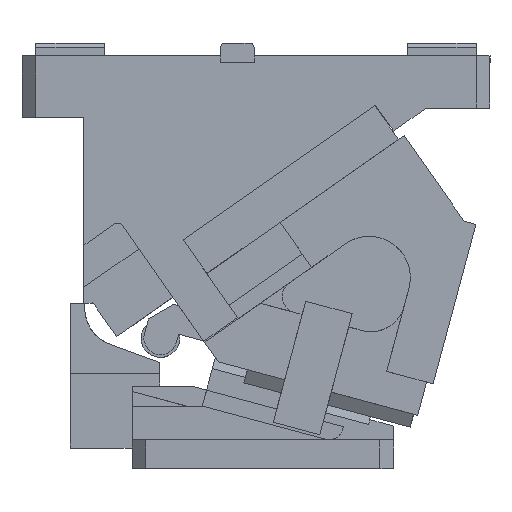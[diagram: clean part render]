
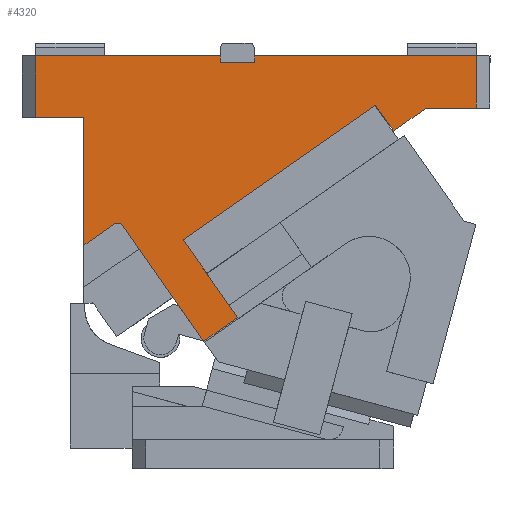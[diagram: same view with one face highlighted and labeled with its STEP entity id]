
A CAD part, front view. The second image highlights one B-rep face of the part: STEP entity #4320.
In plain terms, the highlighted planar face has unit normal (0, -1, 0).
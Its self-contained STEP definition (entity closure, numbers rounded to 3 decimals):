
#3635=CARTESIAN_POINT('Vertex',(-70.,-100.,300.)) ;
#3640=CARTESIAN_POINT('Line Origine',(-3.027,-100.,300.)) ;
#3644=CARTESIAN_POINT('Vertex',(63.947,-100.,300.)) ;
#3963=CARTESIAN_POINT('Line Origine',(-52.5,-100.,255.)) ;
#3967=CARTESIAN_POINT('Vertex',(-35.,-100.,255.)) ;
#3969=CARTESIAN_POINT('Vertex',(-70.,-100.,255.)) ;
#4178=CARTESIAN_POINT('Axis2P3D Location',(33.779,-100.,174.292)) ;
#4183=CARTESIAN_POINT('Line Origine',(106.885,-100.,215.232)) ;
#4187=CARTESIAN_POINT('Vertex',(176.717,-100.,264.129)) ;
#4189=CARTESIAN_POINT('Vertex',(37.052,-100.,166.334)) ;
#4192=CARTESIAN_POINT('Line Origine',(183.313,-100.,254.709)) ;
#4196=CARTESIAN_POINT('Vertex',(189.91,-100.,245.288)) ;
#4199=CARTESIAN_POINT('Line Origine',(201.843,-100.,253.644)) ;
#4203=CARTESIAN_POINT('Vertex',(213.776,-100.,262.)) ;
#4206=CARTESIAN_POINT('Line Origine',(231.888,-100.,262.)) ;
#4210=CARTESIAN_POINT('Vertex',(250.,-100.,262.)) ;
#4213=CARTESIAN_POINT('Line Origine',(250.,-100.,281.)) ;
#4217=CARTESIAN_POINT('Vertex',(250.,-100.,300.)) ;
#4220=CARTESIAN_POINT('Line Origine',(169.473,-100.,300.)) ;
#4224=CARTESIAN_POINT('Vertex',(88.947,-100.,300.)) ;
#4227=CARTESIAN_POINT('Line Origine',(88.947,-100.,297.5)) ;
#4231=CARTESIAN_POINT('Vertex',(88.947,-100.,295.)) ;
#4234=CARTESIAN_POINT('Line Origine',(76.447,-100.,295.)) ;
#4238=CARTESIAN_POINT('Vertex',(63.947,-100.,295.)) ;
#4241=CARTESIAN_POINT('Line Origine',(63.947,-100.,297.5)) ;
#4246=CARTESIAN_POINT('Line Origine',(-70.,-100.,277.5)) ;
#4251=CARTESIAN_POINT('Line Origine',(-35.,-100.,208.636)) ;
#4255=CARTESIAN_POINT('Vertex',(-35.,-100.,162.272)) ;
#4258=CARTESIAN_POINT('Line Origine',(-24.207,-100.,169.83)) ;
#4262=CARTESIAN_POINT('Vertex',(-13.414,-100.,177.387)) ;
#4266=CARTESIAN_POINT('Control Point',(-13.414,-100.,177.387)) ;
#4267=CARTESIAN_POINT('Control Point',(-12.966,-100.,177.701)) ;
#4268=CARTESIAN_POINT('Control Point',(-12.474,-100.,177.954)) ;
#4269=CARTESIAN_POINT('Control Point',(-11.951,-100.,178.137)) ;
#4270=CARTESIAN_POINT('Control Point',(-10.867,-100.,178.356)) ;
#4271=CARTESIAN_POINT('Control Point',(-9.764,-100.,178.275)) ;
#4272=CARTESIAN_POINT('Control Point',(-9.222,-100.,178.159)) ;
#4273=CARTESIAN_POINT('Control Point',(-8.251,-100.,177.807)) ;
#4274=CARTESIAN_POINT('Control Point',(-7.402,-100.,177.222)) ;
#4275=CARTESIAN_POINT('Control Point',(-7.042,-100.,176.905)) ;
#4276=CARTESIAN_POINT('Control Point',(-6.723,-100.,176.548)) ;
#4277=CARTESIAN_POINT('Control Point',(-6.451,-100.,176.159)) ;
#4278=CARTESIAN_POINT('Vertex',(-6.451,-100.,176.159)) ;
#4281=CARTESIAN_POINT('Line Origine',(22.802,-100.,134.382)) ;
#4285=CARTESIAN_POINT('Vertex',(52.054,-100.,92.605)) ;
#4288=CARTESIAN_POINT('Line Origine',(64.341,-100.,101.209)) ;
#4292=CARTESIAN_POINT('Vertex',(76.629,-100.,109.813)) ;
#4295=CARTESIAN_POINT('Line Origine',(56.84,-100.,138.073)) ;
#3641=DIRECTION('Vector Direction',(1.,0.,0.)) ;
#3964=DIRECTION('Vector Direction',(1.,0.,0.)) ;
#4179=DIRECTION('Axis2P3D Direction',(0.,-1.,-0.)) ;
#4180=DIRECTION('Axis2P3D XDirection',(-0.996,0.,-0.087)) ;
#4184=DIRECTION('Vector Direction',(-0.819,0.,-0.574)) ;
#4193=DIRECTION('Vector Direction',(0.574,0.,-0.819)) ;
#4200=DIRECTION('Vector Direction',(0.819,0.,0.574)) ;
#4207=DIRECTION('Vector Direction',(1.,0.,0.)) ;
#4214=DIRECTION('Vector Direction',(0.,0.,1.)) ;
#4221=DIRECTION('Vector Direction',(1.,0.,0.)) ;
#4228=DIRECTION('Vector Direction',(0.,0.,-1.)) ;
#4235=DIRECTION('Vector Direction',(1.,0.,0.)) ;
#4242=DIRECTION('Vector Direction',(0.,0.,-1.)) ;
#4247=DIRECTION('Vector Direction',(0.,0.,1.)) ;
#4252=DIRECTION('Vector Direction',(0.,0.,1.)) ;
#4259=DIRECTION('Vector Direction',(-0.819,0.,-0.574)) ;
#4282=DIRECTION('Vector Direction',(0.574,0.,-0.819)) ;
#4289=DIRECTION('Vector Direction',(-0.819,0.,-0.574)) ;
#4296=DIRECTION('Vector Direction',(-0.574,0.,0.819)) ;
#4181=AXIS2_PLACEMENT_3D('Plane Axis2P3D',#4178,#4179,#4180) ;
#4301=ORIENTED_EDGE('',*,*,#4191,.F.) ;
#4302=ORIENTED_EDGE('',*,*,#4198,.T.) ;
#4303=ORIENTED_EDGE('',*,*,#4205,.T.) ;
#4304=ORIENTED_EDGE('',*,*,#4212,.T.) ;
#4305=ORIENTED_EDGE('',*,*,#4219,.T.) ;
#4306=ORIENTED_EDGE('',*,*,#4226,.F.) ;
#4307=ORIENTED_EDGE('',*,*,#4233,.T.) ;
#4308=ORIENTED_EDGE('',*,*,#4240,.F.) ;
#4309=ORIENTED_EDGE('',*,*,#4245,.F.) ;
#4310=ORIENTED_EDGE('',*,*,#3646,.F.) ;
#4311=ORIENTED_EDGE('',*,*,#4250,.F.) ;
#4312=ORIENTED_EDGE('',*,*,#3971,.F.) ;
#4313=ORIENTED_EDGE('',*,*,#4257,.F.) ;
#4314=ORIENTED_EDGE('',*,*,#4264,.T.) ;
#4315=ORIENTED_EDGE('',*,*,#4280,.T.) ;
#4316=ORIENTED_EDGE('',*,*,#4287,.T.) ;
#4317=ORIENTED_EDGE('',*,*,#4294,.F.) ;
#4318=ORIENTED_EDGE('',*,*,#4299,.T.) ;
#3642=VECTOR('Line Direction',#3641,1.) ;
#3965=VECTOR('Line Direction',#3964,1.) ;
#4185=VECTOR('Line Direction',#4184,1.) ;
#4194=VECTOR('Line Direction',#4193,1.) ;
#4201=VECTOR('Line Direction',#4200,1.) ;
#4208=VECTOR('Line Direction',#4207,1.) ;
#4215=VECTOR('Line Direction',#4214,1.) ;
#4222=VECTOR('Line Direction',#4221,1.) ;
#4229=VECTOR('Line Direction',#4228,1.) ;
#4236=VECTOR('Line Direction',#4235,1.) ;
#4243=VECTOR('Line Direction',#4242,1.) ;
#4248=VECTOR('Line Direction',#4247,1.) ;
#4253=VECTOR('Line Direction',#4252,1.) ;
#4260=VECTOR('Line Direction',#4259,1.) ;
#4283=VECTOR('Line Direction',#4282,1.) ;
#4290=VECTOR('Line Direction',#4289,1.) ;
#4297=VECTOR('Line Direction',#4296,1.) ;
#4320=ADVANCED_FACE('CAM HOLDER',(#4319),#4182,.T.) ;
#4265=B_SPLINE_CURVE_WITH_KNOTS('',5,(#4266,#4267,#4268,#4269,#4270,#4271,#4272,#4273,#4274,#4275,#4276,#4277),.UNSPECIFIED.,.F.,.U.,(6,3,3,6),(0.,3.873,7.746,11.107),.UNSPECIFIED.) ;
#3646=EDGE_CURVE('',#3636,#3645,#3643,.T.) ;
#3971=EDGE_CURVE('',#3968,#3970,#3966,.F.) ;
#4191=EDGE_CURVE('',#4188,#4190,#4186,.T.) ;
#4198=EDGE_CURVE('',#4188,#4197,#4195,.T.) ;
#4205=EDGE_CURVE('',#4197,#4204,#4202,.T.) ;
#4212=EDGE_CURVE('',#4204,#4211,#4209,.T.) ;
#4219=EDGE_CURVE('',#4211,#4218,#4216,.T.) ;
#4226=EDGE_CURVE('',#4225,#4218,#4223,.T.) ;
#4233=EDGE_CURVE('',#4225,#4232,#4230,.T.) ;
#4240=EDGE_CURVE('',#4239,#4232,#4237,.T.) ;
#4245=EDGE_CURVE('',#3645,#4239,#4244,.T.) ;
#4250=EDGE_CURVE('',#3970,#3636,#4249,.T.) ;
#4257=EDGE_CURVE('',#4256,#3968,#4254,.T.) ;
#4264=EDGE_CURVE('',#4256,#4263,#4261,.F.) ;
#4280=EDGE_CURVE('',#4263,#4279,#4265,.T.) ;
#4287=EDGE_CURVE('',#4279,#4286,#4284,.T.) ;
#4294=EDGE_CURVE('',#4293,#4286,#4291,.T.) ;
#4299=EDGE_CURVE('',#4293,#4190,#4298,.T.) ;
#4300=EDGE_LOOP('',(#4301,#4302,#4303,#4304,#4305,#4306,#4307,#4308,#4309,#4310,#4311,#4312,#4313,#4314,#4315,#4316,#4317,#4318)) ;
#4319=FACE_OUTER_BOUND('',#4300,.T.) ;
#3643=LINE('Line',#3640,#3642) ;
#3966=LINE('Line',#3963,#3965) ;
#4186=LINE('Line',#4183,#4185) ;
#4195=LINE('Line',#4192,#4194) ;
#4202=LINE('Line',#4199,#4201) ;
#4209=LINE('Line',#4206,#4208) ;
#4216=LINE('Line',#4213,#4215) ;
#4223=LINE('Line',#4220,#4222) ;
#4230=LINE('Line',#4227,#4229) ;
#4237=LINE('Line',#4234,#4236) ;
#4244=LINE('Line',#4241,#4243) ;
#4249=LINE('Line',#4246,#4248) ;
#4254=LINE('Line',#4251,#4253) ;
#4261=LINE('Line',#4258,#4260) ;
#4284=LINE('Line',#4281,#4283) ;
#4291=LINE('Line',#4288,#4290) ;
#4298=LINE('Line',#4295,#4297) ;
#4182=PLANE('Plane',#4181) ;
#3636=VERTEX_POINT('',#3635) ;
#3645=VERTEX_POINT('',#3644) ;
#3968=VERTEX_POINT('',#3967) ;
#3970=VERTEX_POINT('',#3969) ;
#4188=VERTEX_POINT('',#4187) ;
#4190=VERTEX_POINT('',#4189) ;
#4197=VERTEX_POINT('',#4196) ;
#4204=VERTEX_POINT('',#4203) ;
#4211=VERTEX_POINT('',#4210) ;
#4218=VERTEX_POINT('',#4217) ;
#4225=VERTEX_POINT('',#4224) ;
#4232=VERTEX_POINT('',#4231) ;
#4239=VERTEX_POINT('',#4238) ;
#4256=VERTEX_POINT('',#4255) ;
#4263=VERTEX_POINT('',#4262) ;
#4279=VERTEX_POINT('',#4278) ;
#4286=VERTEX_POINT('',#4285) ;
#4293=VERTEX_POINT('',#4292) ;
